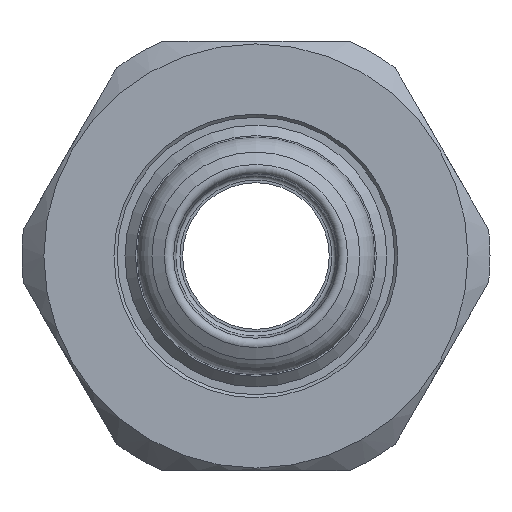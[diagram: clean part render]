
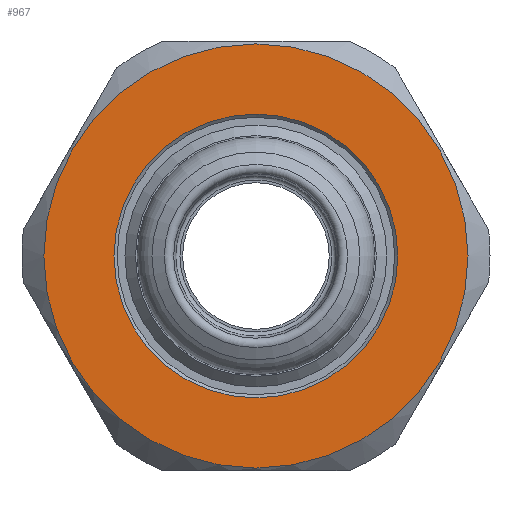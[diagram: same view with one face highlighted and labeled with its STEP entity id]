
A CAD part, left-side view. The second image highlights one B-rep face of the part: STEP entity #967.
In plain terms, the highlighted planar face has unit normal (-1, 0, 0).
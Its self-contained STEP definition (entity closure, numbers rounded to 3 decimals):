
#36=FACE_BOUND('',#188,.T.);
#92=PLANE('',#1138);
#122=FACE_OUTER_BOUND('',#187,.T.);
#187=EDGE_LOOP('',(#746));
#188=EDGE_LOOP('',(#747));
#344=CIRCLE('',#1118,20.25);
#354=CIRCLE('',#1137,13.55);
#443=VERTEX_POINT('',#1708);
#452=VERTEX_POINT('',#1743);
#545=EDGE_CURVE('',#443,#443,#344,.T.);
#559=EDGE_CURVE('',#452,#452,#354,.T.);
#746=ORIENTED_EDGE('',*,*,#545,.T.);
#747=ORIENTED_EDGE('',*,*,#559,.F.);
#967=ADVANCED_FACE('',(#122,#36),#92,.T.);
#1118=AXIS2_PLACEMENT_3D('',#1710,#1316,#1317);
#1137=AXIS2_PLACEMENT_3D('',#1744,#1357,#1358);
#1138=AXIS2_PLACEMENT_3D('',#1746,#1360,#1361);
#1316=DIRECTION('center_axis',(-1.,0.,0.));
#1317=DIRECTION('ref_axis',(0.,1.,0.));
#1357=DIRECTION('center_axis',(-1.,0.,0.));
#1358=DIRECTION('ref_axis',(0.,0.,-1.));
#1360=DIRECTION('center_axis',(-1.,0.,0.));
#1361=DIRECTION('ref_axis',(0.,0.,1.));
#1708=CARTESIAN_POINT('',(-16.,-20.25,0.));
#1710=CARTESIAN_POINT('Origin',(-16.,0.,0.));
#1743=CARTESIAN_POINT('',(-16.,0.,13.55));
#1744=CARTESIAN_POINT('Origin',(-16.,0.,0.));
#1746=CARTESIAN_POINT('Origin',(-16.,0.,0.));
